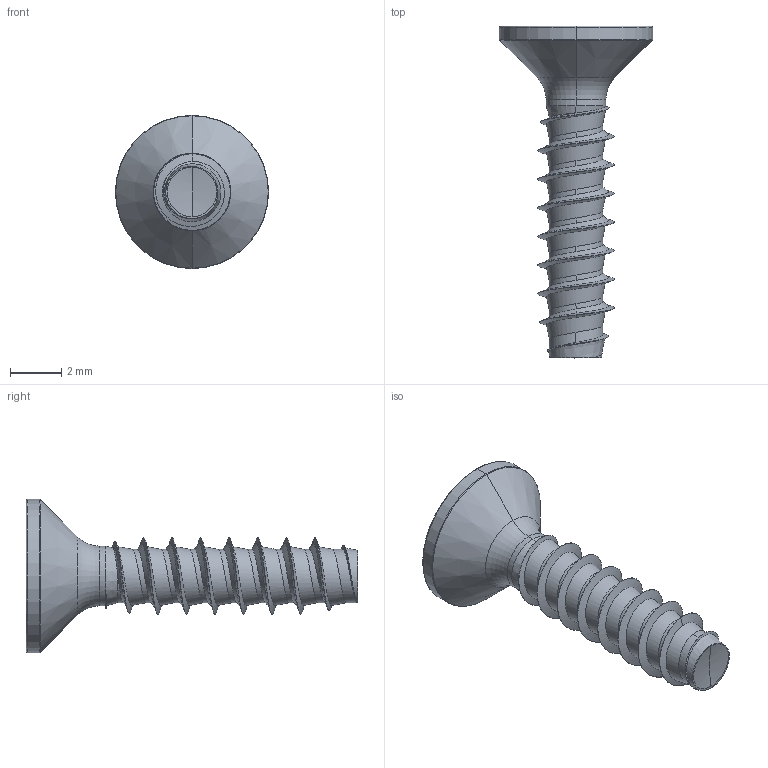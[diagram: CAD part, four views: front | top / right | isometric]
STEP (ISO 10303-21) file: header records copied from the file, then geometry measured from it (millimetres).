
FILE_DESCRIPTION (( 'STEP AP203' ), '1' );
FILE_NAME ('STP430300130.STEP', '2017-08-16T15:37:14', ( '' ), ( '' ), 'SwSTEP 2.0', 'SolidWorks 2015', '' );
FILE_SCHEMA (( 'CONFIG_CONTROL_DESIGN' ));
Length unit declared in the file: millimetre
Products named in the file (1): STP430300130
Bounding box: 6 x 13 x 6 mm (x, y, z)
Volume: 80.1 mm3; surface area: 199.3 mm2
Topology: 1 solids, 1 shells, 108 faces, 261 edges, 157 vertices
Faces by surface type: cylinder 45, bspline 35, cone 13, torus 10, plane 3, sphere 2
Entity records: 14316 total; most frequent: CARTESIAN_POINT 12075, ORIENTED_EDGE 522, DIRECTION 356, EDGE_CURVE 261, VERTEX_POINT 157, AXIS2_PLACEMENT_3D 147, EDGE_LOOP 110, B_SPLINE_CURVE_WITH_KNOTS 109
